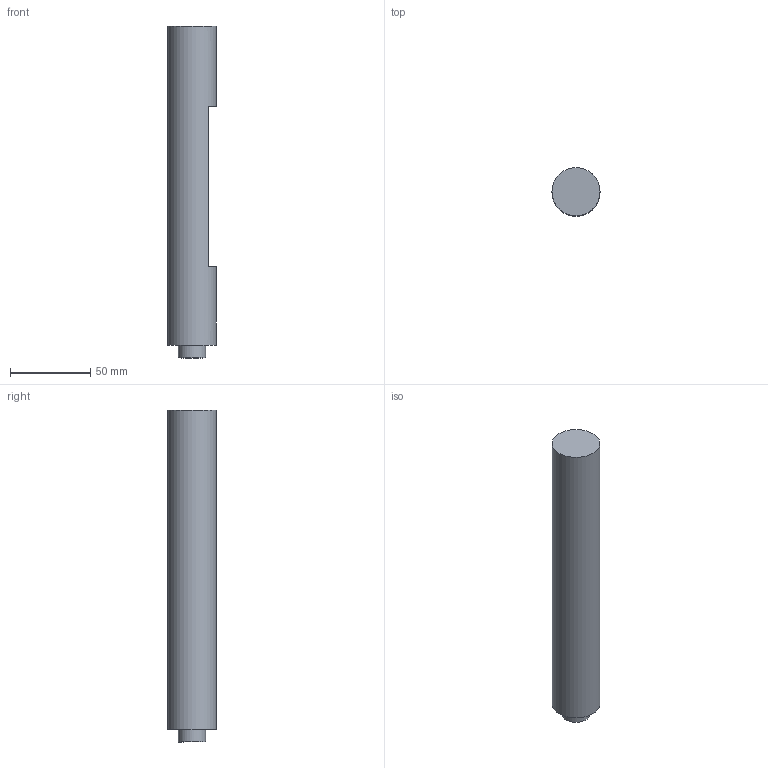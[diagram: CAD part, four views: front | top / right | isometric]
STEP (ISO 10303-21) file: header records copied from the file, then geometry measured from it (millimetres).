
FILE_DESCRIPTION(/* description */ (''),/* implementation_level */ '2;1');
FILE_NAME(/* name */ 'Usinage Arbres V bas.step',/* time_stamp */ '2024-09-16T14:06:16+02:00',/* author */ (''),/* organization */ (''),/* preprocessor_version */ 'ST-DEVELOPER v20',/* originating_system */ 'Autodesk Translation Framework v13.14.0.145',/* authorisation */ '');
FILE_SCHEMA (('AUTOMOTIVE_DESIGN { 1 0 10303 214 3 1 1 }'));
Length unit declared in the file: millimetre
Products named in the file (2): MinoCore upsidedown; Arbre V bas (1)
Assembly tree (1 placements, depth 2):
  MinoCore upsidedown
    Arbre V bas (1)
Bounding box: 30 x 30 x 207 mm (x, y, z)
Volume: 130982.3 mm3; surface area: 23078 mm2
Topology: 1 solids, 1 shells, 98 faces, 276 edges, 182 vertices
Faces by surface type: cylinder 80, plane 9, bspline 6, cone 3
Full cylindrical faces by diameter (mm): 8.526 x30, 10.198 x31, 17 x1, 30 x1
Entity records: 11854 total; most frequent: CARTESIAN_POINT 9610, ORIENTED_EDGE 546, DIRECTION 319, EDGE_CURVE 273, VERTEX_POINT 182, B_SPLINE_CURVE_WITH_KNOTS 168, AXIS2_PLACEMENT_3D 119, EDGE_LOOP 103
